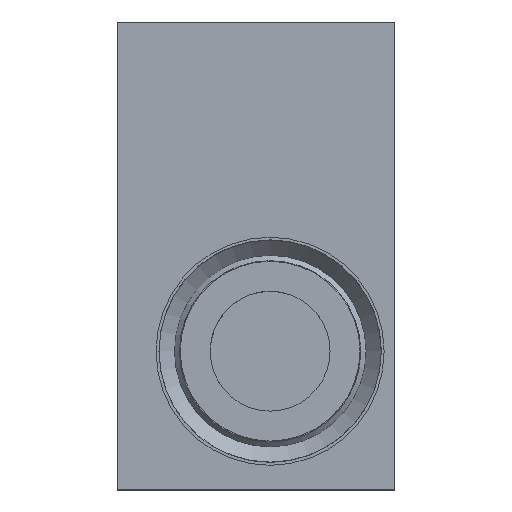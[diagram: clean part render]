
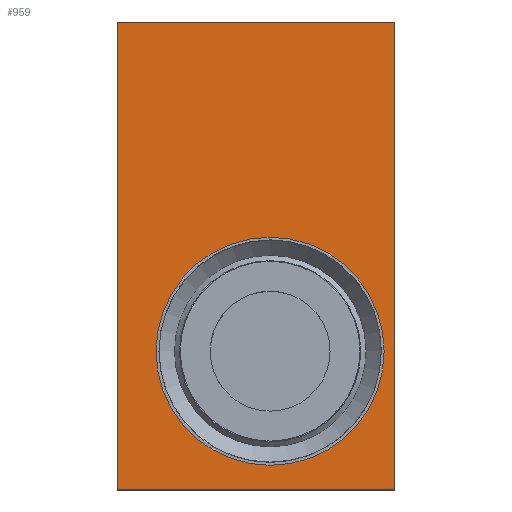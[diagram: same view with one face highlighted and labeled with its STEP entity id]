
A CAD part, top view. The second image highlights one B-rep face of the part: STEP entity #959.
In plain terms, the highlighted planar face has unit normal (0, 0, 1).
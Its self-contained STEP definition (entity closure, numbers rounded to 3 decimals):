
#813 = VERTEX_POINT('',#814);
#814 = CARTESIAN_POINT('',(-11.,7.,2.2));
#820 = EDGE_CURVE('',#813,#821,#823,.T.);
#821 = VERTEX_POINT('',#822);
#822 = CARTESIAN_POINT('',(8.,7.,2.2));
#823 = LINE('',#824,#825);
#824 = CARTESIAN_POINT('',(-11.,7.,2.2));
#825 = VECTOR('',#826,1.);
#826 = DIRECTION('',(1.,0.,0.));
#853 = VERTEX_POINT('',#854);
#854 = CARTESIAN_POINT('',(-11.,-25.,2.2));
#860 = EDGE_CURVE('',#853,#813,#861,.T.);
#861 = LINE('',#862,#863);
#862 = CARTESIAN_POINT('',(-11.,-25.,2.2));
#863 = VECTOR('',#864,1.);
#864 = DIRECTION('',(0.,1.,0.));
#882 = EDGE_CURVE('',#821,#883,#885,.T.);
#883 = VERTEX_POINT('',#884);
#884 = CARTESIAN_POINT('',(8.,-25.,2.2));
#885 = LINE('',#886,#887);
#886 = CARTESIAN_POINT('',(8.,7.,2.2));
#887 = VECTOR('',#888,1.);
#888 = DIRECTION('',(0.,-1.,0.));
#959 = ADVANCED_FACE('',(#960,#971),#982,.T.);
#960 = FACE_BOUND('',#961,.T.);
#961 = EDGE_LOOP('',(#962,#963,#964,#970));
#962 = ORIENTED_EDGE('',*,*,#820,.F.);
#963 = ORIENTED_EDGE('',*,*,#860,.F.);
#964 = ORIENTED_EDGE('',*,*,#965,.F.);
#965 = EDGE_CURVE('',#883,#853,#966,.T.);
#966 = LINE('',#967,#968);
#967 = CARTESIAN_POINT('',(8.,-25.,2.2));
#968 = VECTOR('',#969,1.);
#969 = DIRECTION('',(-1.,0.,0.));
#970 = ORIENTED_EDGE('',*,*,#882,.F.);
#971 = FACE_BOUND('',#972,.T.);
#972 = EDGE_LOOP('',(#973));
#973 = ORIENTED_EDGE('',*,*,#974,.F.);
#974 = EDGE_CURVE('',#975,#975,#977,.T.);
#975 = VERTEX_POINT('',#976);
#976 = CARTESIAN_POINT('',(7.071,-15.503,2.2));
#977 = CIRCLE('',#978,7.6);
#978 = AXIS2_PLACEMENT_3D('',#979,#980,#981);
#979 = CARTESIAN_POINT('',(-0.529,-15.503,2.2));
#980 = DIRECTION('',(0.,0.,1.));
#981 = DIRECTION('',(1.,0.,0.));
#982 = PLANE('',#983);
#983 = AXIS2_PLACEMENT_3D('',#984,#985,#986);
#984 = CARTESIAN_POINT('',(-1.5,-9.,2.2));
#985 = DIRECTION('',(0.,0.,1.));
#986 = DIRECTION('',(1.,0.,0.));
